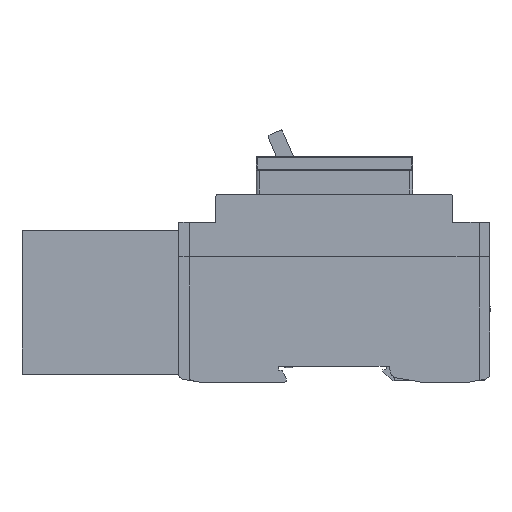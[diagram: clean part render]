
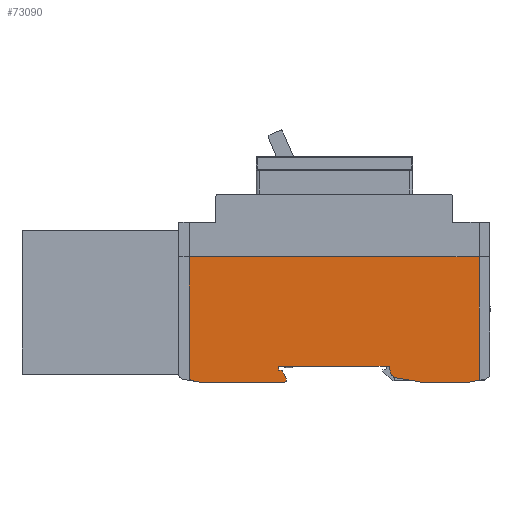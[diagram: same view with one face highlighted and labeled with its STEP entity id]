
A CAD part, left-side view. The second image highlights one B-rep face of the part: STEP entity #73090.
In plain terms, the highlighted planar face has unit normal (-1, 0, 0).
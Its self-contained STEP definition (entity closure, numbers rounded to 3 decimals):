
#6660=CARTESIAN_POINT('',(59.006,393.002,
-70.619));
#6670=DIRECTION('',(1.,0.,0.));
#6680=DIRECTION('',(0.,-1.,0.));
#6690=AXIS2_PLACEMENT_3D('',#6660,#6670,#6680);
#6700=CIRCLE('',#6690,1.);
#6710=CARTESIAN_POINT('',(59.006,393.176,
-71.603));
#6720=VERTEX_POINT('',#6710);
#6730=CARTESIAN_POINT('',(59.006,394.002,
-70.619));
#6740=VERTEX_POINT('',#6730);
#6750=EDGE_CURVE('',#6720,#6740,#6700,.T.);
#36040=CARTESIAN_POINT('',(59.006,365.552,0.));
#36050=DIRECTION('',(0.,0.,-1.));
#36060=VECTOR('',#36050,1.);
#36070=LINE('',#36040,#36060);
#36080=CARTESIAN_POINT('',(59.006,365.552,
-67.));
#36090=VERTEX_POINT('',#36080);
#36100=CARTESIAN_POINT('',(59.006,365.552,
-68.2));
#36110=VERTEX_POINT('',#36100);
#36120=EDGE_CURVE('',#36090,#36110,#36070,.T.);
#54200=CARTESIAN_POINT('',(59.006,304.577,
-72.));
#54210=VERTEX_POINT('',#54200);
#54240=CARTESIAN_POINT('',(59.006,0.,-18.295));
#54250=DIRECTION('',(0.,0.985,-0.174));
#54260=VECTOR('',#54250,1.);
#54270=LINE('',#54240,#54260);
#54280=CARTESIAN_POINT('',(59.006,301.502,
-71.458));
#54290=VERTEX_POINT('',#54280);
#54300=EDGE_CURVE('',#54290,#54210,#54270,.T.);
#65280=CARTESIAN_POINT('',(59.006,320.252,
-72.));
#65290=VERTEX_POINT('',#65280);
#65320=CARTESIAN_POINT('',(59.006,0.,-72.));
#65330=DIRECTION('',(0.,1.,0.));
#65340=VECTOR('',#65330,1.);
#65350=LINE('',#65320,#65340);
#65360=EDGE_CURVE('',#54210,#65290,#65350,.T.);
#65460=CARTESIAN_POINT('',(59.006,363.552,
-71.5));
#65470=DIRECTION('',(1.,0.,0.));
#65480=DIRECTION('',(0.,-1.,0.));
#65490=AXIS2_PLACEMENT_3D('',#65460,#65470,#65480);
#65500=CIRCLE('',#65490,0.5);
#65510=CARTESIAN_POINT('',(59.006,363.052,
-71.5));
#65520=VERTEX_POINT('',#65510);
#65530=CARTESIAN_POINT('',(59.006,363.552,
-72.));
#65540=VERTEX_POINT('',#65530);
#65550=EDGE_CURVE('',#65520,#65540,#65500,.T.);
#65830=CARTESIAN_POINT('',(59.006,364.352,
-68.411));
#65840=VERTEX_POINT('',#65830);
#65870=CARTESIAN_POINT('',(59.006,0.,-132.657));
#65880=DIRECTION('',(0.,-0.985,-0.174));
#65890=VECTOR('',#65880,1.);
#65900=LINE('',#65870,#65890);
#65910=EDGE_CURVE('',#36110,#65840,#65900,.T.);
#67220=CARTESIAN_POINT('',(59.006,0.,-140.931));
#67230=DIRECTION('',(0.,0.985,0.174));
#67240=VECTOR('',#67230,1.);
#67250=LINE('',#67220,#67240);
#67260=CARTESIAN_POINT('',(59.006,390.927,
-72.));
#67270=VERTEX_POINT('',#67260);
#67280=EDGE_CURVE('',#67270,#6720,#67250,.T.);
#68200=CARTESIAN_POINT('',(59.006,0.,-32.));
#68210=DIRECTION('',(0.,-1.,0.));
#68220=VECTOR('',#68210,1.);
#68230=LINE('',#68200,#68220);
#68240=CARTESIAN_POINT('',(59.006,394.002,
-32.));
#68250=VERTEX_POINT('',#68240);
#68260=CARTESIAN_POINT('',(59.006,301.502,
-32.));
#68270=VERTEX_POINT('',#68260);
#68280=EDGE_CURVE('',#68250,#68270,#68230,.T.);
#69890=CARTESIAN_POINT('',(59.006,328.087,
-70.618));
#69900=VERTEX_POINT('',#69890);
#69930=CARTESIAN_POINT('',(59.006,0.,-128.469));
#69940=DIRECTION('',(0.,0.985,0.174));
#69950=VECTOR('',#69940,1.);
#69960=LINE('',#69930,#69950);
#69970=EDGE_CURVE('',#65290,#69900,#69960,.T.);
#71340=CARTESIAN_POINT('',(59.006,394.002,0.));
#71350=DIRECTION('',(0.,0.,1.));
#71360=VECTOR('',#71350,1.);
#71370=LINE('',#71340,#71360);
#71380=EDGE_CURVE('',#6740,#68250,#71370,.T.);
#71710=CARTESIAN_POINT('',(59.006,0.,-72.));
#71720=DIRECTION('',(0.,1.,0.));
#71730=VECTOR('',#71720,1.);
#71740=LINE('',#71710,#71730);
#71750=EDGE_CURVE('',#65540,#67270,#71740,.T.);
#71900=CARTESIAN_POINT('',(59.006,363.052,
-70.909));
#71910=VERTEX_POINT('',#71900);
#71940=CARTESIAN_POINT('',(59.006,399.963,0.));
#71950=DIRECTION('',(0.,-0.462,-0.887));
#71960=VECTOR('',#71950,1.);
#71970=LINE('',#71940,#71960);
#71980=EDGE_CURVE('',#65840,#71910,#71970,.T.);
#72100=CARTESIAN_POINT('',(59.006,363.052,0.));
#72110=DIRECTION('',(0.,0.,-1.));
#72120=VECTOR('',#72110,1.);
#72130=LINE('',#72100,#72120);
#72140=EDGE_CURVE('',#71910,#65520,#72130,.T.);
#72600=CARTESIAN_POINT('',(59.006,0.,201.084));
#72610=DIRECTION('',(1.,-0.,0.));
#72620=DIRECTION('',(0.,0.,-1.));
#72630=AXIS2_PLACEMENT_3D('',#72600,#72610,#72620);
#72640=PLANE('',#72630);
#72650=ORIENTED_EDGE('',*,*,#54300,.F.);
#72660=ORIENTED_EDGE('',*,*,#65360,.F.);
#72670=ORIENTED_EDGE('',*,*,#69970,.F.);
#72680=CARTESIAN_POINT('',(59.006,327.74,
-68.649));
#72690=DIRECTION('',(1.,0.,0.));
#72700=DIRECTION('',(0.,-1.,0.));
#72710=AXIS2_PLACEMENT_3D('',#72680,#72690,#72700);
#72720=CIRCLE('',#72710,2.);
#72730=CARTESIAN_POINT('',(59.006,329.671,
-69.166));
#72740=VERTEX_POINT('',#72730);
#72750=EDGE_CURVE('',#69900,#72740,#72720,.T.);
#72760=ORIENTED_EDGE('',*,*,#72750,.F.);
#72770=CARTESIAN_POINT('',(59.006,348.204,0.));
#72780=DIRECTION('',(0.,0.259,0.966));
#72790=VECTOR('',#72780,1.);
#72800=LINE('',#72770,#72790);
#72810=CARTESIAN_POINT('',(59.006,330.252,
-67.));
#72820=VERTEX_POINT('',#72810);
#72830=EDGE_CURVE('',#72740,#72820,#72800,.T.);
#72840=ORIENTED_EDGE('',*,*,#72830,.F.);
#72850=CARTESIAN_POINT('',(59.006,0.,-67.));
#72860=DIRECTION('',(0.,1.,0.));
#72870=VECTOR('',#72860,1.);
#72880=LINE('',#72850,#72870);
#72890=EDGE_CURVE('',#72820,#36090,#72880,.T.);
#72900=ORIENTED_EDGE('',*,*,#72890,.F.);
#72910=ORIENTED_EDGE('',*,*,#36120,.F.);
#72920=ORIENTED_EDGE('',*,*,#65910,.F.);
#72930=ORIENTED_EDGE('',*,*,#71980,.F.);
#72940=ORIENTED_EDGE('',*,*,#72140,.F.);
#72950=ORIENTED_EDGE('',*,*,#65550,.F.);
#72960=ORIENTED_EDGE('',*,*,#71750,.F.);
#72970=ORIENTED_EDGE('',*,*,#67280,.F.);
#72980=ORIENTED_EDGE('',*,*,#6750,.F.);
#72990=ORIENTED_EDGE('',*,*,#71380,.F.);
#73000=ORIENTED_EDGE('',*,*,#68280,.F.);
#73010=CARTESIAN_POINT('',(59.006,301.502,0.));
#73020=DIRECTION('',(0.,0.,1.));
#73030=VECTOR('',#73020,1.);
#73040=LINE('',#73010,#73030);
#73050=EDGE_CURVE('',#54290,#68270,#73040,.T.);
#73060=ORIENTED_EDGE('',*,*,#73050,.T.);
#73070=EDGE_LOOP('',(#73060,#73000,#72990,#72980,#72970,#72960,#72950,
#72940,#72930,#72920,#72910,#72900,#72840,#72760,#72670,#72660,#72650));
#73080=FACE_OUTER_BOUND('',#73070,.T.);
#73090=ADVANCED_FACE('',(#73080),#72640,.F.);
